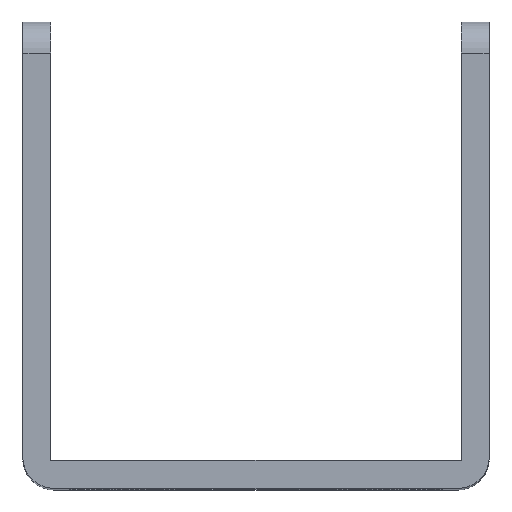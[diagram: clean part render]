
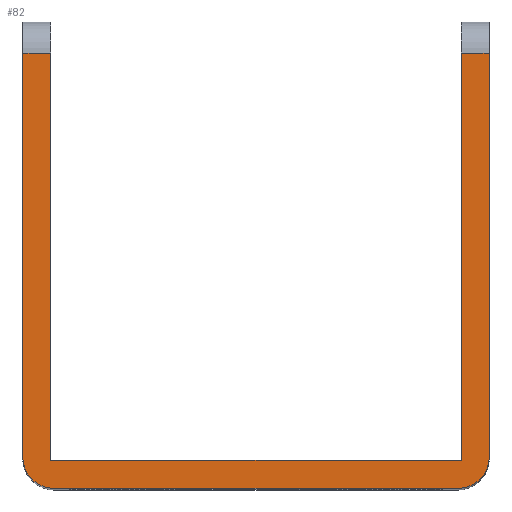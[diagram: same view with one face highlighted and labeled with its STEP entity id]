
A CAD part, top view. The second image highlights one B-rep face of the part: STEP entity #82.
In plain terms, the highlighted planar face has unit normal (0, 0, 1).
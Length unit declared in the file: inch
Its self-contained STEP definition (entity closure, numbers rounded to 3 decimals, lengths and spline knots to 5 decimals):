
#82 = ADVANCED_FACE ( 'NONE', ( #10115 ), #2318, .F. ) ;
#186 = ORIENTED_EDGE ( 'NONE', *, *, #8085, .T. ) ;
#191 = VECTOR ( 'NONE', #4707, 39.37008 ) ;
#231 = ORIENTED_EDGE ( 'NONE', *, *, #813, .T. ) ;
#366 = VERTEX_POINT ( 'NONE', #7804 ) ;
#453 = LINE ( 'NONE', #10320, #191 ) ;
#454 = CARTESIAN_POINT ( 'NONE',  ( 1.5, 0., 3. ) ) ;
#595 = LINE ( 'NONE', #4073, #4508 ) ;
#606 = EDGE_CURVE ( 'NONE', #5680, #9396, #1995, .T. ) ;
#757 = DIRECTION ( 'NONE',  ( -1., 0., 0. ) ) ;
#775 = CARTESIAN_POINT ( 'NONE',  ( 1.5, 0.1, 3. ) ) ;
#813 = EDGE_CURVE ( 'NONE', #7654, #8540, #4578, .T. ) ;
#872 = CARTESIAN_POINT ( 'NONE',  ( 1.4, 0.1, 3. ) ) ;
#1037 = CARTESIAN_POINT ( 'NONE',  ( 1.41, 1.4, 3. ) ) ;
#1284 = VECTOR ( 'NONE', #1302, 39.37008 ) ;
#1302 = DIRECTION ( 'NONE',  ( 1., 0., 0. ) ) ;
#1464 = EDGE_CURVE ( 'NONE', #3519, #7654, #9592, .T. ) ;
#1730 = DIRECTION ( 'NONE',  ( -1., 0., 0. ) ) ;
#1764 = EDGE_CURVE ( 'NONE', #366, #5680, #595, .T. ) ;
#1995 = LINE ( 'NONE', #4680, #10351 ) ;
#2318 = PLANE ( 'NONE',  #8236 ) ;
#2421 = DIRECTION ( 'NONE',  ( 0., 0., -1. ) ) ;
#2435 = VERTEX_POINT ( 'NONE', #10520 ) ;
#2443 = DIRECTION ( 'NONE',  ( -1., 0., 0. ) ) ;
#2516 = AXIS2_PLACEMENT_3D ( 'NONE', #872, #6617, #1730 ) ;
#2886 = VECTOR ( 'NONE', #7315, 39.37008 ) ;
#2946 = ORIENTED_EDGE ( 'NONE', *, *, #4334, .T. ) ;
#3012 = CARTESIAN_POINT ( 'NONE',  ( 0., 0., 3. ) ) ;
#3190 = ORIENTED_EDGE ( 'NONE', *, *, #5744, .T. ) ;
#3335 = EDGE_CURVE ( 'NONE', #8540, #8626, #5468, .T. ) ;
#3367 = CARTESIAN_POINT ( 'NONE',  ( 1.41, 0.09, 3. ) ) ;
#3397 = DIRECTION ( 'NONE',  ( 0., -1., 0. ) ) ;
#3403 = VECTOR ( 'NONE', #3652, 39.37008 ) ;
#3519 = VERTEX_POINT ( 'NONE', #6505 ) ;
#3652 = DIRECTION ( 'NONE',  ( -1., 0., 0. ) ) ;
#3693 = CARTESIAN_POINT ( 'NONE',  ( 0., 1.4, 3. ) ) ;
#3800 = CARTESIAN_POINT ( 'NONE',  ( 0.1, 0.1, 3. ) ) ;
#4005 = CARTESIAN_POINT ( 'NONE',  ( 1.41, 0.09, 3. ) ) ;
#4073 = CARTESIAN_POINT ( 'NONE',  ( 0., 1.4, 3. ) ) ;
#4158 = VERTEX_POINT ( 'NONE', #775 ) ;
#4334 = EDGE_CURVE ( 'NONE', #4158, #3519, #7187, .T. ) ;
#4508 = VECTOR ( 'NONE', #757, 39.37008 ) ;
#4578 = LINE ( 'NONE', #3367, #8613 ) ;
#4601 = ORIENTED_EDGE ( 'NONE', *, *, #606, .T. ) ;
#4620 = DIRECTION ( 'NONE',  ( -1., 0., 0. ) ) ;
#4676 = DIRECTION ( 'NONE',  ( -1., 0., 0. ) ) ;
#4680 = CARTESIAN_POINT ( 'NONE',  ( 0., 0., 3. ) ) ;
#4703 = DIRECTION ( 'NONE',  ( 0., -1., 0. ) ) ;
#4707 = DIRECTION ( 'NONE',  ( 0., 1., 0. ) ) ;
#4923 = CARTESIAN_POINT ( 'NONE',  ( 0.09, 0.09, 3. ) ) ;
#5209 = EDGE_CURVE ( 'NONE', #2435, #10454, #7798, .T. ) ;
#5216 = CARTESIAN_POINT ( 'NONE',  ( 1.4, 0., 3. ) ) ;
#5468 = LINE ( 'NONE', #10297, #5712 ) ;
#5680 = VERTEX_POINT ( 'NONE', #3693 ) ;
#5712 = VECTOR ( 'NONE', #4676, 39.37008 ) ;
#5744 = EDGE_CURVE ( 'NONE', #9396, #2435, #10037, .T. ) ;
#6107 = ORIENTED_EDGE ( 'NONE', *, *, #5209, .T. ) ;
#6234 = CARTESIAN_POINT ( 'NONE',  ( 0., 0.1, 3. ) ) ;
#6505 = CARTESIAN_POINT ( 'NONE',  ( 1.5, 1.4, 3. ) ) ;
#6617 = DIRECTION ( 'NONE',  ( 0., 0., 1. ) ) ;
#6689 = CARTESIAN_POINT ( 'NONE',  ( 1.5, 1.5, 3. ) ) ;
#7187 = LINE ( 'NONE', #6689, #2886 ) ;
#7315 = DIRECTION ( 'NONE',  ( 0., 1., 0. ) ) ;
#7654 = VERTEX_POINT ( 'NONE', #1037 ) ;
#7798 = LINE ( 'NONE', #454, #1284 ) ;
#7804 = CARTESIAN_POINT ( 'NONE',  ( 0.09, 1.4, 3. ) ) ;
#8085 = EDGE_CURVE ( 'NONE', #10454, #4158, #8929, .T. ) ;
#8236 = AXIS2_PLACEMENT_3D ( 'NONE', #3012, #2421, #2443 ) ;
#8540 = VERTEX_POINT ( 'NONE', #4005 ) ;
#8556 = AXIS2_PLACEMENT_3D ( 'NONE', #3800, #9444, #4620 ) ;
#8613 = VECTOR ( 'NONE', #3397, 39.37008 ) ;
#8626 = VERTEX_POINT ( 'NONE', #4923 ) ;
#8690 = ORIENTED_EDGE ( 'NONE', *, *, #9523, .T. ) ;
#8929 = CIRCLE ( 'NONE', #2516, 0.1 ) ;
#9201 = ORIENTED_EDGE ( 'NONE', *, *, #3335, .T. ) ;
#9293 = CARTESIAN_POINT ( 'NONE',  ( 0., 1.4, 3. ) ) ;
#9396 = VERTEX_POINT ( 'NONE', #6234 ) ;
#9444 = DIRECTION ( 'NONE',  ( 0., 0., 1. ) ) ;
#9523 = EDGE_CURVE ( 'NONE', #8626, #366, #453, .T. ) ;
#9592 = LINE ( 'NONE', #9293, #3403 ) ;
#10003 = ORIENTED_EDGE ( 'NONE', *, *, #1764, .T. ) ;
#10037 = CIRCLE ( 'NONE', #8556, 0.1 ) ;
#10115 = FACE_OUTER_BOUND ( 'NONE', #10347, .T. ) ;
#10297 = CARTESIAN_POINT ( 'NONE',  ( 0.09, 0.09, 3. ) ) ;
#10303 = ORIENTED_EDGE ( 'NONE', *, *, #1464, .T. ) ;
#10320 = CARTESIAN_POINT ( 'NONE',  ( 0.09, 1.5, 3. ) ) ;
#10347 = EDGE_LOOP ( 'NONE', ( #8690, #10003, #4601, #3190, #6107, #186, #2946, #10303, #231, #9201 ) ) ;
#10351 = VECTOR ( 'NONE', #4703, 39.37008 ) ;
#10454 = VERTEX_POINT ( 'NONE', #5216 ) ;
#10520 = CARTESIAN_POINT ( 'NONE',  ( 0.1, 0., 3. ) ) ;
